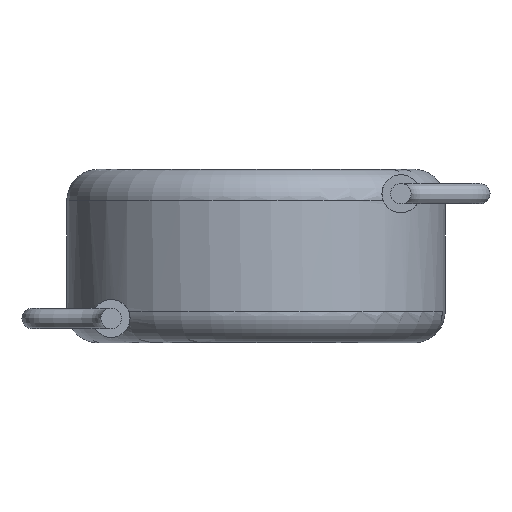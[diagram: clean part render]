
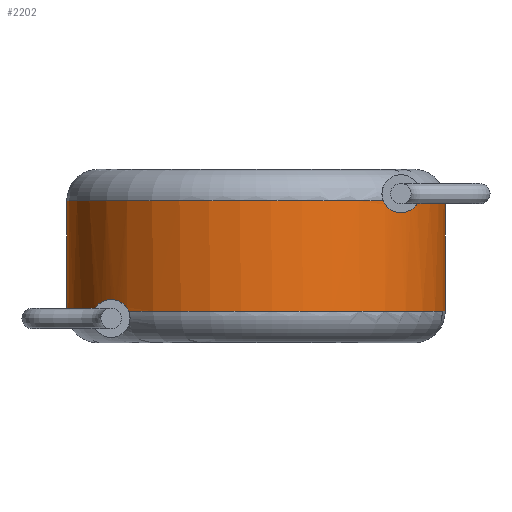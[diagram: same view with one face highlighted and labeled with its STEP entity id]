
A CAD part, front view. The second image highlights one B-rep face of the part: STEP entity #2202.
In plain terms, the highlighted cylindrical face has radius 6 mm (diameter 12 mm), a partial arc.
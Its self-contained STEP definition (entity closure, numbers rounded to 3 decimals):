
#7 = CARTESIAN_POINT ( 'NONE',  ( -4.592, -3.861, 1.373 ) ) ;
#24 = CARTESIAN_POINT ( 'NONE',  ( -5.119, -3.13, 1.069 ) ) ;
#26 = EDGE_LOOP ( 'NONE', ( #3527, #2932, #2856, #629, #2344, #2817, #3503, #187, #1504, #1858 ) ) ;
#117 = CARTESIAN_POINT ( 'NONE',  ( 0., 0., 4.5 ) ) ;
#187 = ORIENTED_EDGE ( 'NONE', *, *, #2632, .F. ) ;
#194 = DIRECTION ( 'NONE',  ( 1., 0., 0. ) ) ;
#297 = DIRECTION ( 'NONE',  ( 1., 0., 0. ) ) ;
#329 = AXIS2_PLACEMENT_3D ( 'NONE', #557, #1494, #297 ) ;
#363 = CIRCLE ( 'NONE', #329, 6. ) ;
#370 = B_SPLINE_CURVE_WITH_KNOTS ( 'NONE', 3,
 ( #3146, #3191, #704, #416, #3512, #2883, #729, #2282 ),
 .UNSPECIFIED., .F., .F.,
 ( 4, 2, 2, 4 ),
 ( 0.004, 0.004, 0.004, 0.005 ),
 .UNSPECIFIED. ) ;
#378 = CARTESIAN_POINT ( 'NONE',  ( 4.812, -3.588, 4.157 ) ) ;
#404 = CARTESIAN_POINT ( 'NONE',  ( -4.389, -4.094, 1.349 ) ) ;
#416 = CARTESIAN_POINT ( 'NONE',  ( 4.19, -4.295, 4.277 ) ) ;
#557 = CARTESIAN_POINT ( 'NONE',  ( 0., 0., 1. ) ) ;
#571 = CARTESIAN_POINT ( 'NONE',  ( 0., 0., 4.5 ) ) ;
#574 = VECTOR ( 'NONE', #2691, 1000. ) ;
#585 = VECTOR ( 'NONE', #1134, 1000. ) ;
#602 = CARTESIAN_POINT ( 'NONE',  ( 6., 0., 1. ) ) ;
#629 = ORIENTED_EDGE ( 'NONE', *, *, #2659, .F. ) ;
#643 = AXIS2_PLACEMENT_3D ( 'NONE', #3855, #706, #2287 ) ;
#704 = CARTESIAN_POINT ( 'NONE',  ( 4.104, -4.378, 4.373 ) ) ;
#706 = DIRECTION ( 'NONE',  ( 0., 0., -1. ) ) ;
#729 = CARTESIAN_POINT ( 'NONE',  ( 4.493, -3.98, 4.127 ) ) ;
#742 = VERTEX_POINT ( 'NONE', #3290 ) ;
#845 = AXIS2_PLACEMENT_3D ( 'NONE', #3602, #1438, #2022 ) ;
#998 = CARTESIAN_POINT ( 'NONE',  ( 4.956, -3.383, 4.246 ) ) ;
#1002 = CARTESIAN_POINT ( 'NONE',  ( -4.093, -4.388, 1.136 ) ) ;
#1084 = EDGE_CURVE ( 'NONE', #2323, #742, #4007, .T. ) ;
#1103 = VERTEX_POINT ( 'NONE', #1977 ) ;
#1134 = DIRECTION ( 'NONE',  ( 0., 0., -1. ) ) ;
#1175 = VERTEX_POINT ( 'NONE', #1747 ) ;
#1257 = CARTESIAN_POINT ( 'NONE',  ( -5.001, -3.316, 1.217 ) ) ;
#1348 = CIRCLE ( 'NONE', #4019, 6. ) ;
#1351 = CARTESIAN_POINT ( 'NONE',  ( 5., -3.317, 4.283 ) ) ;
#1362 = VERTEX_POINT ( 'NONE', #2365 ) ;
#1382 = CARTESIAN_POINT ( 'NONE',  ( -4.037, -4.439, 1. ) ) ;
#1438 = DIRECTION ( 'NONE',  ( 0., 0., 1. ) ) ;
#1494 = DIRECTION ( 'NONE',  ( 0., 0., 1. ) ) ;
#1504 = ORIENTED_EDGE ( 'NONE', *, *, #1084, .F. ) ;
#1534 = EDGE_CURVE ( 'NONE', #2640, #1103, #2143, .T. ) ;
#1563 = EDGE_CURVE ( 'NONE', #2070, #2640, #3773, .T. ) ;
#1569 = CARTESIAN_POINT ( 'NONE',  ( -5.148, -3.082, 1. ) ) ;
#1642 = CARTESIAN_POINT ( 'NONE',  ( -4.037, -4.439, 1. ) ) ;
#1687 = LINE ( 'NONE', #3590, #574 ) ;
#1747 = CARTESIAN_POINT ( 'NONE',  ( 4.592, -3.861, 4.127 ) ) ;
#1858 = ORIENTED_EDGE ( 'NONE', *, *, #2443, .T. ) ;
#1872 = CARTESIAN_POINT ( 'NONE',  ( -4.705, -3.727, 1.373 ) ) ;
#1952 = CARTESIAN_POINT ( 'NONE',  ( -5.148, -3.082, 1. ) ) ;
#1977 = CARTESIAN_POINT ( 'NONE',  ( -6., 0., 1. ) ) ;
#1979 = CIRCLE ( 'NONE', #845, 6. ) ;
#1990 = CARTESIAN_POINT ( 'NONE',  ( 5.082, -3.19, 4.375 ) ) ;
#2022 = DIRECTION ( 'NONE',  ( 1., 0., 0. ) ) ;
#2070 = VERTEX_POINT ( 'NONE', #3983 ) ;
#2143 = LINE ( 'NONE', #3679, #585 ) ;
#2187 = VERTEX_POINT ( 'NONE', #1952 ) ;
#2199 = CARTESIAN_POINT ( 'NONE',  ( -4.956, -3.384, 1.254 ) ) ;
#2202 = ADVANCED_FACE ( 'NONE', ( #2446 ), #3965, .T. ) ;
#2204 = EDGE_CURVE ( 'NONE', #1362, #3689, #1687, .T. ) ;
#2257 = EDGE_CURVE ( 'NONE', #1362, #2675, #1348, .T. ) ;
#2282 = CARTESIAN_POINT ( 'NONE',  ( 4.592, -3.861, 4.127 ) ) ;
#2287 = DIRECTION ( 'NONE',  ( -1., 0., 0. ) ) ;
#2319 = EDGE_CURVE ( 'NONE', #1103, #2187, #1979, .T. ) ;
#2323 = VERTEX_POINT ( 'NONE', #1382 ) ;
#2344 = ORIENTED_EDGE ( 'NONE', *, *, #1563, .T. ) ;
#2362 = DIRECTION ( 'NONE',  ( 0., 0., -1. ) ) ;
#2365 = CARTESIAN_POINT ( 'NONE',  ( 6., 0., 4.5 ) ) ;
#2398 = B_SPLINE_CURVE_WITH_KNOTS ( 'NONE', 3,
 ( #3236, #3221, #378, #998, #1351, #1990, #3537, #3568 ),
 .UNSPECIFIED., .F., .F.,
 ( 4, 2, 2, 4 ),
 ( 0., 0.001, 0.001, 0.001 ),
 .UNSPECIFIED. ) ;
#2442 = DIRECTION ( 'NONE',  ( 0., 0., -1. ) ) ;
#2443 = EDGE_CURVE ( 'NONE', #2323, #3689, #363, .T. ) ;
#2446 = FACE_OUTER_BOUND ( 'NONE', #26, .T. ) ;
#2524 = CARTESIAN_POINT ( 'NONE',  ( -6., 0., 4.5 ) ) ;
#2598 = CARTESIAN_POINT ( 'NONE',  ( 5.148, -3.082, 4.5 ) ) ;
#2632 = EDGE_CURVE ( 'NONE', #742, #2187, #3288, .T. ) ;
#2640 = VERTEX_POINT ( 'NONE', #2524 ) ;
#2659 = EDGE_CURVE ( 'NONE', #2070, #1175, #370, .T. ) ;
#2675 = VERTEX_POINT ( 'NONE', #2598 ) ;
#2689 = EDGE_CURVE ( 'NONE', #1175, #2675, #2398, .T. ) ;
#2691 = DIRECTION ( 'NONE',  ( 0., 0., -1. ) ) ;
#2802 = AXIS2_PLACEMENT_3D ( 'NONE', #571, #2442, #194 ) ;
#2817 = ORIENTED_EDGE ( 'NONE', *, *, #1534, .T. ) ;
#2841 = CARTESIAN_POINT ( 'NONE',  ( -5.082, -3.19, 1.125 ) ) ;
#2856 = ORIENTED_EDGE ( 'NONE', *, *, #2689, .F. ) ;
#2883 = CARTESIAN_POINT ( 'NONE',  ( 4.388, -4.095, 4.152 ) ) ;
#2932 = ORIENTED_EDGE ( 'NONE', *, *, #2257, .T. ) ;
#3146 = CARTESIAN_POINT ( 'NONE',  ( 4.037, -4.439, 4.5 ) ) ;
#3191 = CARTESIAN_POINT ( 'NONE',  ( 4.065, -4.413, 4.432 ) ) ;
#3221 = CARTESIAN_POINT ( 'NONE',  ( 4.707, -3.725, 4.127 ) ) ;
#3236 = CARTESIAN_POINT ( 'NONE',  ( 4.592, -3.861, 4.127 ) ) ;
#3260 = CARTESIAN_POINT ( 'NONE',  ( -4.19, -4.297, 1.232 ) ) ;
#3288 = B_SPLINE_CURVE_WITH_KNOTS ( 'NONE', 3,
 ( #7, #1872, #3798, #2199, #1257, #2841, #24, #1569 ),
 .UNSPECIFIED., .F., .F.,
 ( 4, 2, 2, 4 ),
 ( 0.002, 0.003, 0.003, 0.003 ),
 .UNSPECIFIED. ) ;
#3290 = CARTESIAN_POINT ( 'NONE',  ( -4.592, -3.861, 1.373 ) ) ;
#3503 = ORIENTED_EDGE ( 'NONE', *, *, #2319, .T. ) ;
#3512 = CARTESIAN_POINT ( 'NONE',  ( 4.239, -4.247, 4.239 ) ) ;
#3527 = ORIENTED_EDGE ( 'NONE', *, *, #2204, .F. ) ;
#3537 = CARTESIAN_POINT ( 'NONE',  ( 5.119, -3.13, 4.431 ) ) ;
#3568 = CARTESIAN_POINT ( 'NONE',  ( 5.148, -3.082, 4.5 ) ) ;
#3573 = CARTESIAN_POINT ( 'NONE',  ( -4.494, -3.978, 1.373 ) ) ;
#3590 = CARTESIAN_POINT ( 'NONE',  ( 6., 0., 5.5 ) ) ;
#3602 = CARTESIAN_POINT ( 'NONE',  ( 0., 0., 1. ) ) ;
#3679 = CARTESIAN_POINT ( 'NONE',  ( -6., 0., 5.5 ) ) ;
#3689 = VERTEX_POINT ( 'NONE', #602 ) ;
#3773 = CIRCLE ( 'NONE', #2802, 6. ) ;
#3798 = CARTESIAN_POINT ( 'NONE',  ( -4.813, -3.587, 1.342 ) ) ;
#3838 = CARTESIAN_POINT ( 'NONE',  ( -4.592, -3.861, 1.373 ) ) ;
#3855 = CARTESIAN_POINT ( 'NONE',  ( 0., 0., 5.5 ) ) ;
#3959 = DIRECTION ( 'NONE',  ( 1., 0., 0. ) ) ;
#3965 = CYLINDRICAL_SURFACE ( 'NONE', #643, 6. ) ;
#3983 = CARTESIAN_POINT ( 'NONE',  ( 4.037, -4.439, 4.5 ) ) ;
#4007 = B_SPLINE_CURVE_WITH_KNOTS ( 'NONE', 3,
 ( #1642, #1002, #3260, #404, #3573, #3838 ),
 .UNSPECIFIED., .F., .F.,
 ( 4, 2, 4 ),
 ( 0.001, 0.002, 0.002 ),
 .UNSPECIFIED. ) ;
#4019 = AXIS2_PLACEMENT_3D ( 'NONE', #117, #2362, #3959 ) ;
